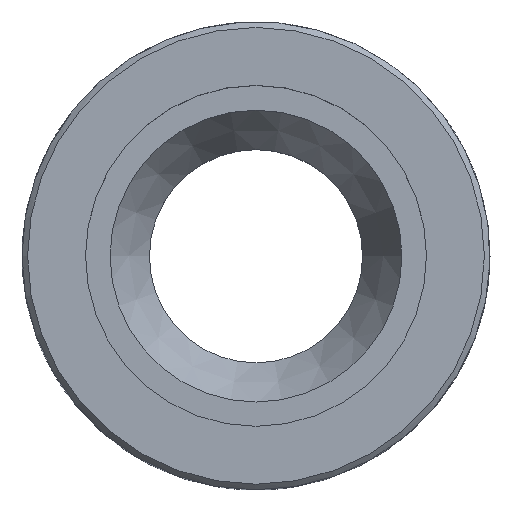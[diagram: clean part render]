
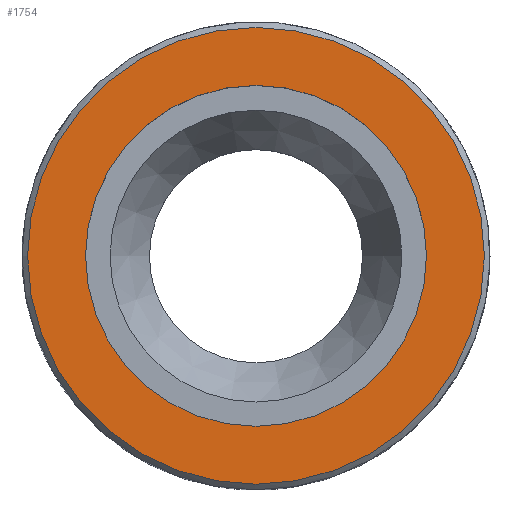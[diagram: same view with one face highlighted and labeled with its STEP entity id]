
A CAD part, top view. The second image highlights one B-rep face of the part: STEP entity #1754.
In plain terms, the highlighted planar face has unit normal (0, 0, 1).
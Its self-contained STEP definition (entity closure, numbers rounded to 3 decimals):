
#121=CIRCLE('',#1907,15.188);
#122=CIRCLE('',#1908,20.35);
#589=ORIENTED_EDGE('',*,*,#796,.T.);
#590=ORIENTED_EDGE('',*,*,#797,.F.);
#796=EDGE_CURVE('',#912,#912,#121,.T.);
#797=EDGE_CURVE('',#913,#913,#122,.T.);
#912=VERTEX_POINT('',#2710);
#913=VERTEX_POINT('',#2712);
#999=EDGE_LOOP('',(#589));
#1000=EDGE_LOOP('',(#590));
#1091=FACE_BOUND('',#999,.T.);
#1092=FACE_BOUND('',#1000,.T.);
#1150=PLANE('',#1906);
#1754=ADVANCED_FACE('',(#1091,#1092),#1150,.F.);
#1906=AXIS2_PLACEMENT_3D('',#2708,#2269,#2270);
#1907=AXIS2_PLACEMENT_3D('',#2709,#2271,#2272);
#1908=AXIS2_PLACEMENT_3D('',#2711,#2273,#2274);
#2269=DIRECTION('',(0.,0.,-1.));
#2270=DIRECTION('',(-1.,0.,0.));
#2271=DIRECTION('',(0.,0.,-1.));
#2272=DIRECTION('',(1.,0.,0.));
#2273=DIRECTION('',(0.,0.,-1.));
#2274=DIRECTION('',(-1.,0.,0.));
#2708=CARTESIAN_POINT('',(20.85,0.,25.));
#2709=CARTESIAN_POINT('',(0.,0.,25.));
#2710=CARTESIAN_POINT('',(15.188,0.,25.));
#2711=CARTESIAN_POINT('',(0.,0.,25.));
#2712=CARTESIAN_POINT('',(-20.35,0.,25.));
